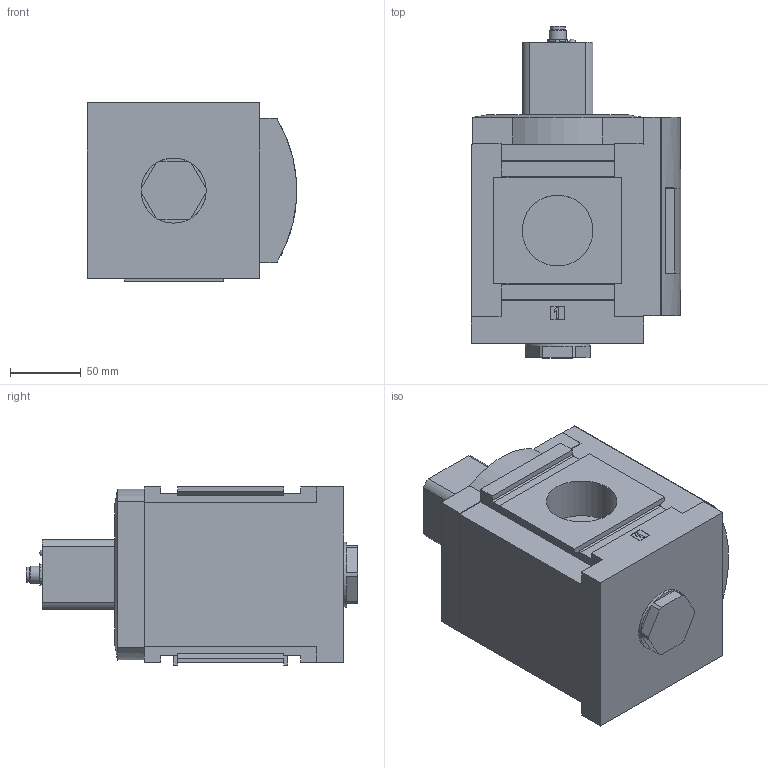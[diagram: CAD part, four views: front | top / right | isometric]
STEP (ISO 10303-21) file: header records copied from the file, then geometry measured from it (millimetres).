
FILE_DESCRIPTION(/* description */ ('STEP AP214'),/* implementation_level */ '2;1');
FILE_NAME(/* name */ '564888_MS12-LR-G-PE6',/* time_stamp */ '2024-09-06T21:22:05+02:00',/* author */ ('License CC BY-ND 4.0'),/* organization */ ('CADENAS'),/* preprocessor_version */ 'ST-DEVELOPER v19.3',/* originating_system */ 'PARTsolutions',/* authorisation */ ' ');
FILE_SCHEMA (('AUTOMOTIVE_DESIGN {1 0 10303 214 3 1 1}'));
Length unit declared in the file: millimetre
Products named in the file (2): 564888 MS12-LR-G-PE6; 535021 MS12-LR-G-PE6-t
Assembly tree (1 placements, depth 2):
  564888 MS12-LR-G-PE6
    535021 MS12-LR-G-PE6-t
Bounding box: 148 x 234.7 x 126 mm (x, y, z)
Volume: 2603610.5 mm3; surface area: 153564.2 mm2
Topology: 1 solids, 1 shells, 213 faces, 565 edges, 374 vertices
Faces by surface type: plane 165, cylinder 44, cone 3, sphere 1
Full cylindrical faces by diameter (mm): 1 x4, 2.7 x1, 8.3 x1, 9.5 x1, 10.5 x1, 12 x1, 15 x1, 46 x1, 50 x2
Entity records: 7960 total; most frequent: CARTESIAN_POINT 1122, DIRECTION 1093, ORIENTED_EDGE 1082, EDGE_CURVE 541, LINE 419, VECTOR 419, VERTEX_POINT 366, AXIS2_PLACEMENT_3D 337
